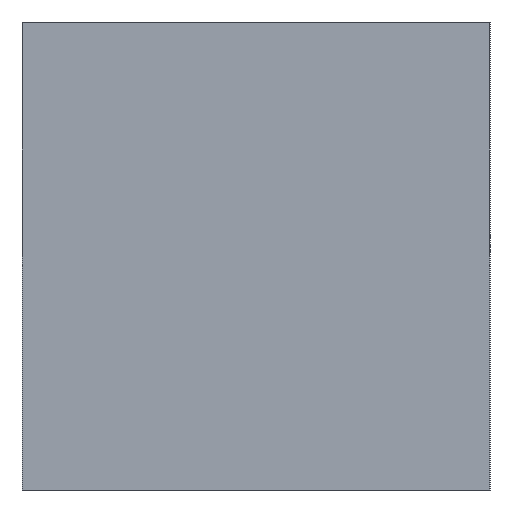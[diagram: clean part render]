
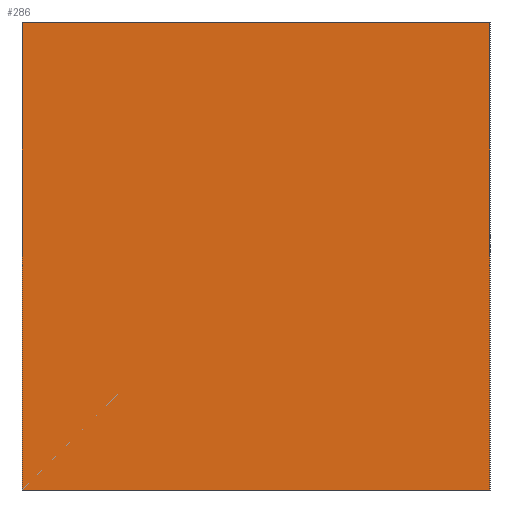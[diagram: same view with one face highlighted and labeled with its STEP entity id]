
A CAD part, left-side view. The second image highlights one B-rep face of the part: STEP entity #286.
In plain terms, the highlighted planar face has unit normal (-1, 0, 0).
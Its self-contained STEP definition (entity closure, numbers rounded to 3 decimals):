
#25 = DIRECTION ( 'NONE',  ( 0., 0., 1. ) ) ;
#26 = PLANE ( 'NONE',  #303 ) ;
#27 = CARTESIAN_POINT ( 'NONE',  ( 0., 0., 0. ) ) ;
#37 = CARTESIAN_POINT ( 'NONE',  ( 0., 25.4, 0. ) ) ;
#38 = CARTESIAN_POINT ( 'NONE',  ( 0., 25.4, 0. ) ) ;
#39 = DIRECTION ( 'NONE',  ( 0., 0., 1. ) ) ;
#45 = DIRECTION ( 'NONE',  ( 1., 0., 0. ) ) ;
#46 = DIRECTION ( 'NONE',  ( 0., 0., -1. ) ) ;
#72 = CARTESIAN_POINT ( 'NONE',  ( 0., 25.4, -25.4 ) ) ;
#73 = DIRECTION ( 'NONE',  ( 0., -1., 0. ) ) ;
#77 = CARTESIAN_POINT ( 'NONE',  ( 0., 25.4, 0. ) ) ;
#78 = DIRECTION ( 'NONE',  ( 0., -1., 0. ) ) ;
#91 = CARTESIAN_POINT ( 'NONE',  ( 0., 0., -25.4 ) ) ;
#99 = VERTEX_POINT ( 'NONE', #91 ) ;
#101 = VERTEX_POINT ( 'NONE', #117 ) ;
#117 = CARTESIAN_POINT ( 'NONE',  ( 0., 25.4, -25.4 ) ) ;
#118 = CARTESIAN_POINT ( 'NONE',  ( 0., 0., 0. ) ) ;
#120 = VERTEX_POINT ( 'NONE', #123 ) ;
#123 = CARTESIAN_POINT ( 'NONE',  ( 0., 25.4, 0. ) ) ;
#129 = VERTEX_POINT ( 'NONE', #118 ) ;
#143 = ORIENTED_EDGE ( 'NONE', *, *, #267, .F. ) ;
#152 = VECTOR ( 'NONE', #78, 1000. ) ;
#163 = LINE ( 'NONE', #27, #212 ) ;
#169 = LINE ( 'NONE', #77, #152 ) ;
#172 = LINE ( 'NONE', #38, #246 ) ;
#180 = ORIENTED_EDGE ( 'NONE', *, *, #306, .F. ) ;
#188 = LINE ( 'NONE', #72, #190 ) ;
#190 = VECTOR ( 'NONE', #73, 1000. ) ;
#212 = VECTOR ( 'NONE', #25, 1000. ) ;
#221 = ORIENTED_EDGE ( 'NONE', *, *, #277, .T. ) ;
#226 = EDGE_LOOP ( 'NONE', ( #221, #180, #143, #250 ) ) ;
#233 = FACE_OUTER_BOUND ( 'NONE', #226, .T. ) ;
#246 = VECTOR ( 'NONE', #39, 1000. ) ;
#250 = ORIENTED_EDGE ( 'NONE', *, *, #300, .T. ) ;
#267 = EDGE_CURVE ( 'NONE', #101, #120, #172, .T. ) ;
#277 = EDGE_CURVE ( 'NONE', #99, #129, #163, .T. ) ;
#286 = ADVANCED_FACE ( 'NONE', ( #233 ), #26, .F. ) ;
#300 = EDGE_CURVE ( 'NONE', #101, #99, #188, .T. ) ;
#303 = AXIS2_PLACEMENT_3D ( 'NONE', #37, #45, #46 ) ;
#306 = EDGE_CURVE ( 'NONE', #120, #129, #169, .T. ) ;
